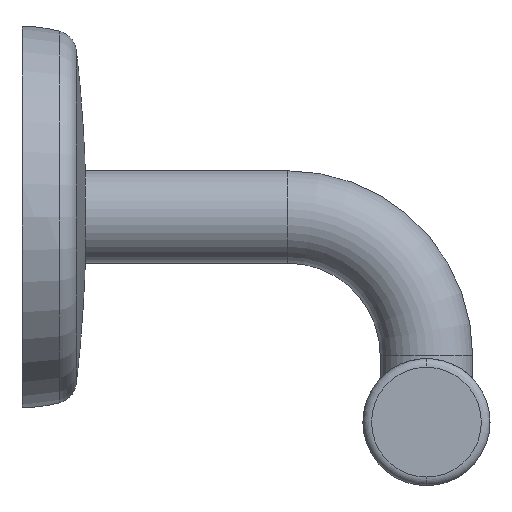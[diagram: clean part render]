
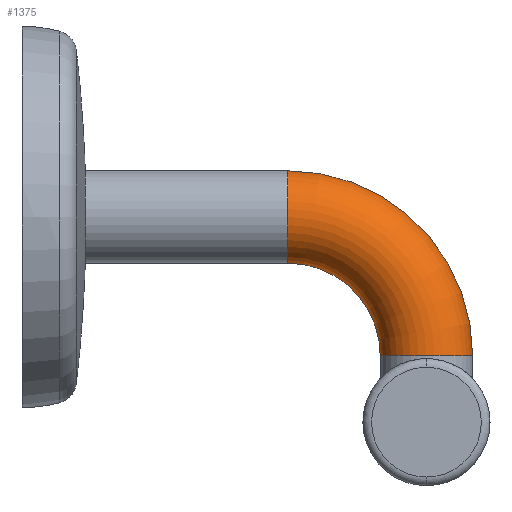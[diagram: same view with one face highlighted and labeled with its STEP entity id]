
A CAD part, left-side view. The second image highlights one B-rep face of the part: STEP entity #1375.
In plain terms, the highlighted toroidal (fillet/blend) face has major radius 24 mm and minor radius 8 mm.
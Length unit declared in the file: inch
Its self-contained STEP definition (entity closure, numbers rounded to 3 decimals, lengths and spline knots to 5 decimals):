
#1112=CARTESIAN_POINT('',(-0.30295,-2.7559,-0.94679));
#1113=DIRECTION('',(0.,0.,-1.));
#1114=DIRECTION('',(0.,-1.,0.));
#1115=AXIS2_PLACEMENT_3D('',#1112,#1113,#1114);
#1117=CARTESIAN_POINT('',(-0.30295,-1.81102,-0.00191));
#1118=DIRECTION('',(0.,1.,0.));
#1119=DIRECTION('',(0.,0.,-1.));
#1120=AXIS2_PLACEMENT_3D('',#1117,#1118,#1119);
#1122=CARTESIAN_POINT('',(-0.30295,-1.81102,-0.94679));
#1123=DIRECTION('',(-1.,0.,0.));
#1124=DIRECTION('',(0.,-1.,0.));
#1125=AXIS2_PLACEMENT_3D('',#1122,#1123,#1124);
#1132=CARTESIAN_POINT('',(-0.30295,-1.81102,-0.94679));
#1133=DIRECTION('',(1.,0.,0.));
#1134=DIRECTION('',(0.,0.,1.));
#1135=AXIS2_PLACEMENT_3D('',#1132,#1133,#1134);
#1330=CARTESIAN_POINT('',(-0.30295,-2.44094,-0.94679));
#1331=VERTEX_POINT('',#1330);
#1332=CARTESIAN_POINT('',(-0.30295,-3.07086,-0.94679));
#1333=VERTEX_POINT('',#1332);
#1334=CARTESIAN_POINT('',(-0.30295,-1.81102,0.31305));
#1335=VERTEX_POINT('',#1334);
#1336=CARTESIAN_POINT('',(-0.30295,-1.81102,-0.31687));
#1337=VERTEX_POINT('',#1336);
#1360=CARTESIAN_POINT('',(-0.30295,-1.81102,-0.94679));
#1361=DIRECTION('',(1.,0.,0.));
#1362=DIRECTION('',(0.,0.,-1.));
#1363=AXIS2_PLACEMENT_3D('',#1360,#1361,#1362);
#1364=TOROIDAL_SURFACE('',#1363,0.94488,0.31496);
#1366=ORIENTED_EDGE('',*,*,#1365,.F.);
#1368=ORIENTED_EDGE('',*,*,#1367,.T.);
#1370=ORIENTED_EDGE('',*,*,#1369,.F.);
#1372=ORIENTED_EDGE('',*,*,#1371,.T.);
#1373=EDGE_LOOP('',(#1366,#1368,#1370,#1372));
#1374=FACE_OUTER_BOUND('',#1373,.F.);
#1375=ADVANCED_FACE('',(#1374),#1364,.T.);
#1116=CIRCLE('',#1115,0.31496);
#1121=CIRCLE('',#1120,0.31496);
#1126=CIRCLE('',#1125,1.25984);
#1136=CIRCLE('',#1135,0.62992);
#1365=EDGE_CURVE('',#1333,#1335,#1126,.T.);
#1367=EDGE_CURVE('',#1333,#1331,#1116,.T.);
#1369=EDGE_CURVE('',#1337,#1331,#1136,.T.);
#1371=EDGE_CURVE('',#1337,#1335,#1121,.T.);
